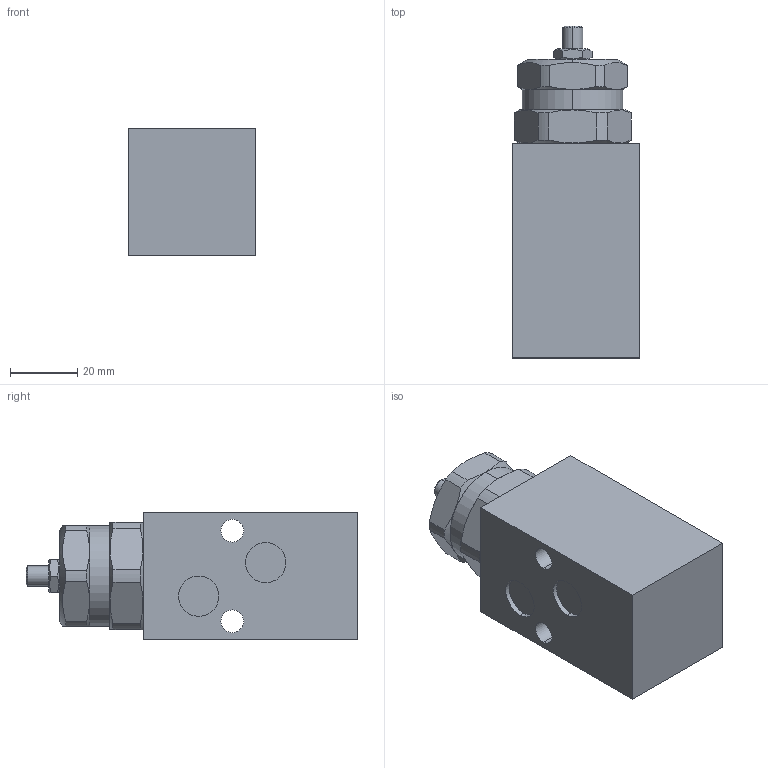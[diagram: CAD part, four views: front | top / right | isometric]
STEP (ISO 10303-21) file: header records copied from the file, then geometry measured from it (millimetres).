
FILE_DESCRIPTION (( 'STEP AP203' ), '1' );
FILE_NAME ('VEF-LG.STEP', '2018-12-11T10:48:22', ( '微软用户' ), ( '微软中国' ), 'SwSTEP 2.0', 'SolidWorks 2012', '' );
FILE_SCHEMA (( 'CONFIG_CONTROL_DESIGN' ));
Length unit declared in the file: millimetre
Products named in the file (1): VEF-LG
Bounding box: 38 x 99 x 38 mm (x, y, z)
Volume: 109498.4 mm3; surface area: 17109.2 mm2
Topology: 1 solids, 1 shells, 69 faces, 178 edges, 118 vertices
Faces by surface type: plane 31, cylinder 24, cone 14
Entity records: 2483 total; most frequent: CARTESIAN_POINT 742, ORIENTED_EDGE 356, DIRECTION 332, EDGE_CURVE 178, AXIS2_PLACEMENT_3D 132, VERTEX_POINT 118, EDGE_LOOP 80, FACE_OUTER_BOUND 69
